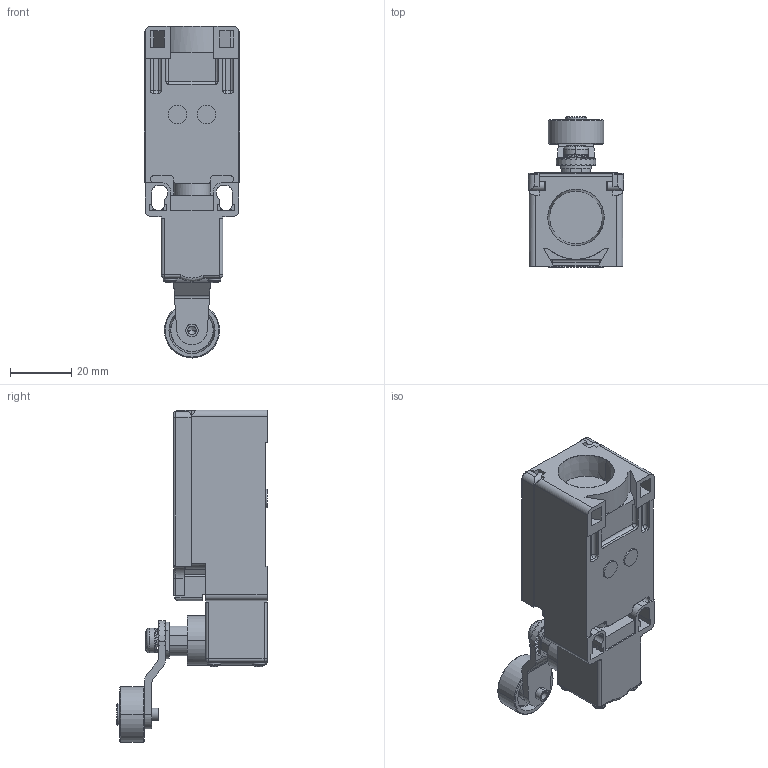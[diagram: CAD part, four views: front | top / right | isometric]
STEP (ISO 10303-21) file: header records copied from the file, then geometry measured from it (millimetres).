
FILE_DESCRIPTION((''),'2;1');
FILE_NAME('212892_ASM','2019-11-14T09:08:47',('pdmadmin'),('BANNER ENGINEERING'),'CREO PARAMETRIC BY PTC INC, 2018300','CREO PARAMETRIC BY PTC INC, 2018300','');
FILE_SCHEMA(('CONFIG_CONTROL_DESIGN'));
Length unit declared in the file: millimetre
Products named in the file (3): SI-LS31LA18X_AF0; 93022_AF0_ASM; 212892_ASM
Assembly tree (2 placements, depth 3):
  212892_ASM
    93022_AF0_ASM
      SI-LS31LA18X_AF0
Bounding box: 31 x 48.85 x 108 mm (x, y, z)
Volume: 33668.1 mm3; surface area: 28488.1 mm2
Topology: 1 solids, 2 shells, 1412 faces, 3819 edges, 2364 vertices
Faces by surface type: plane 760, cylinder 383, torus 90, sphere 62, bspline 60, cone 57
Entity records: 46800 total; most frequent: CARTESIAN_POINT 12124, ORIENTED_EDGE 7478, DIRECTION 6996, EDGE_CURVE 3739, AXIS2_PLACEMENT_3D 2498, VERTEX_POINT 2364, VECTOR 2000, LINE 2000
